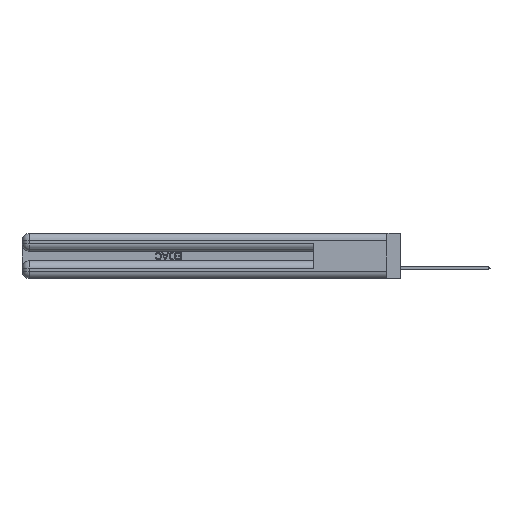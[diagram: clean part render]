
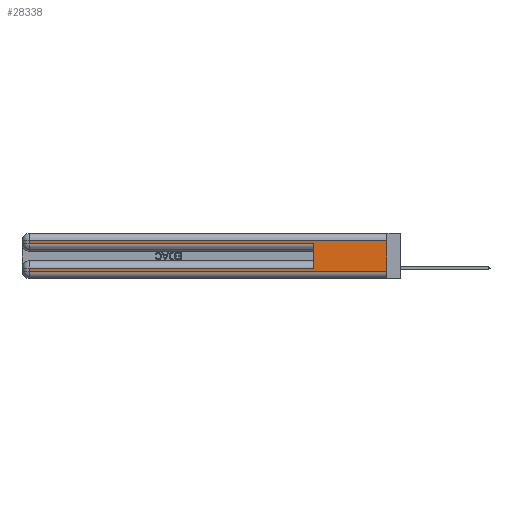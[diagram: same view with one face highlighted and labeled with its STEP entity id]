
A CAD part, left-side view. The second image highlights one B-rep face of the part: STEP entity #28338.
In plain terms, the highlighted planar face has unit normal (-1, 0, 0).
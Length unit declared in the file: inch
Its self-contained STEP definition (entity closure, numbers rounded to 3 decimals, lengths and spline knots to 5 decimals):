
#307 = VERTEX_POINT ( 'NONE', #25466 ) ;
#340 = DIRECTION ( 'NONE',  ( 1., 0., 0. ) ) ;
#4041 = VECTOR ( 'NONE', #27286, 39.37008 ) ;
#4561 = AXIS2_PLACEMENT_3D ( 'NONE', #20172, #340, #8677 ) ;
#4859 = DIRECTION ( 'NONE',  ( 0., 0., -1. ) ) ;
#6420 = LINE ( 'NONE', #41380, #43751 ) ;
#6696 = VERTEX_POINT ( 'NONE', #41107 ) ;
#7618 = VECTOR ( 'NONE', #4859, 39.37008 ) ;
#7911 = VERTEX_POINT ( 'NONE', #45881 ) ;
#7964 = ORIENTED_EDGE ( 'NONE', *, *, #34460, .T. ) ;
#8677 = DIRECTION ( 'NONE',  ( 0., 0., -1. ) ) ;
#8906 = VECTOR ( 'NONE', #20829, 39.37008 ) ;
#10299 = CARTESIAN_POINT ( 'NONE',  ( 0., 0., 0.06 ) ) ;
#12386 = ORIENTED_EDGE ( 'NONE', *, *, #33488, .F. ) ;
#12747 = CARTESIAN_POINT ( 'NONE',  ( 0., 0., 0.31 ) ) ;
#12818 = VECTOR ( 'NONE', #16666, 39.37008 ) ;
#14101 = ORIENTED_EDGE ( 'NONE', *, *, #27639, .T. ) ;
#14754 = EDGE_CURVE ( 'NONE', #16566, #6696, #28171, .T. ) ;
#15190 = VECTOR ( 'NONE', #32819, 39.37008 ) ;
#15515 = LINE ( 'NONE', #38949, #4041 ) ;
#16566 = VERTEX_POINT ( 'NONE', #17374 ) ;
#16629 = DIRECTION ( 'NONE',  ( 0., 1., 0. ) ) ;
#16666 = DIRECTION ( 'NONE',  ( 0., -1., 0. ) ) ;
#17374 = CARTESIAN_POINT ( 'NONE',  ( 0., 0., 0.31 ) ) ;
#17986 = CARTESIAN_POINT ( 'NONE',  ( 0., 2.94, 0.37 ) ) ;
#17992 = VECTOR ( 'NONE', #16629, 39.37008 ) ;
#20172 = CARTESIAN_POINT ( 'NONE',  ( 0., 0., 0.37 ) ) ;
#20829 = DIRECTION ( 'NONE',  ( 0., 0., 1. ) ) ;
#22797 = EDGE_CURVE ( 'NONE', #27368, #27470, #48247, .T. ) ;
#22996 = CARTESIAN_POINT ( 'NONE',  ( 0., 0., 0.37 ) ) ;
#23768 = EDGE_CURVE ( 'NONE', #16566, #27470, #45733, .T. ) ;
#24053 = PLANE ( 'NONE',  #4561 ) ;
#24472 = VERTEX_POINT ( 'NONE', #48379 ) ;
#24828 = ORIENTED_EDGE ( 'NONE', *, *, #37589, .T. ) ;
#25466 = CARTESIAN_POINT ( 'NONE',  ( 0., 2.94, 0.285 ) ) ;
#26011 = DIRECTION ( 'NONE',  ( 0., 0., -1. ) ) ;
#26247 = EDGE_LOOP ( 'NONE', ( #30657, #32554, #24828, #14101, #12386, #7964, #28818, #31752 ) ) ;
#26270 = VERTEX_POINT ( 'NONE', #32333 ) ;
#27286 = DIRECTION ( 'NONE',  ( 0., 1., 0. ) ) ;
#27368 = VERTEX_POINT ( 'NONE', #39375 ) ;
#27470 = VERTEX_POINT ( 'NONE', #35115 ) ;
#27639 = EDGE_CURVE ( 'NONE', #307, #26270, #45019, .T. ) ;
#28171 = LINE ( 'NONE', #12747, #17992 ) ;
#28338 = ADVANCED_FACE ( 'NONE', ( #40893 ), #24053, .F. ) ;
#28680 = CARTESIAN_POINT ( 'NONE',  ( 0., 0., 0.285 ) ) ;
#28772 = CARTESIAN_POINT ( 'NONE',  ( 0., 0.6, 0.145 ) ) ;
#28818 = ORIENTED_EDGE ( 'NONE', *, *, #42920, .T. ) ;
#29366 = DIRECTION ( 'NONE',  ( 0., -1., 0. ) ) ;
#30657 = ORIENTED_EDGE ( 'NONE', *, *, #23768, .F. ) ;
#31752 = ORIENTED_EDGE ( 'NONE', *, *, #22797, .T. ) ;
#32333 = CARTESIAN_POINT ( 'NONE',  ( 0., 0.6, 0.285 ) ) ;
#32554 = ORIENTED_EDGE ( 'NONE', *, *, #14754, .T. ) ;
#32819 = DIRECTION ( 'NONE',  ( 0., 0., -1. ) ) ;
#33488 = EDGE_CURVE ( 'NONE', #24472, #26270, #40350, .T. ) ;
#34460 = EDGE_CURVE ( 'NONE', #24472, #7911, #15515, .T. ) ;
#35115 = CARTESIAN_POINT ( 'NONE',  ( 0., 0., 0.06 ) ) ;
#37589 = EDGE_CURVE ( 'NONE', #6696, #307, #40540, .T. ) ;
#38949 = CARTESIAN_POINT ( 'NONE',  ( 0., 0., 0.085 ) ) ;
#39375 = CARTESIAN_POINT ( 'NONE',  ( 0., 2.94, 0.06 ) ) ;
#40350 = LINE ( 'NONE', #28772, #8906 ) ;
#40540 = LINE ( 'NONE', #17986, #15190 ) ;
#40893 = FACE_OUTER_BOUND ( 'NONE', #26247, .T. ) ;
#41107 = CARTESIAN_POINT ( 'NONE',  ( 0., 2.94, 0.31 ) ) ;
#41380 = CARTESIAN_POINT ( 'NONE',  ( 0., 2.94, 0.37 ) ) ;
#42920 = EDGE_CURVE ( 'NONE', #7911, #27368, #6420, .T. ) ;
#43751 = VECTOR ( 'NONE', #26011, 39.37008 ) ;
#45019 = LINE ( 'NONE', #28680, #12818 ) ;
#45733 = LINE ( 'NONE', #22996, #7618 ) ;
#45881 = CARTESIAN_POINT ( 'NONE',  ( 0., 2.94, 0.085 ) ) ;
#45883 = VECTOR ( 'NONE', #29366, 39.37008 ) ;
#48247 = LINE ( 'NONE', #10299, #45883 ) ;
#48379 = CARTESIAN_POINT ( 'NONE',  ( 0., 0.6, 0.085 ) ) ;
